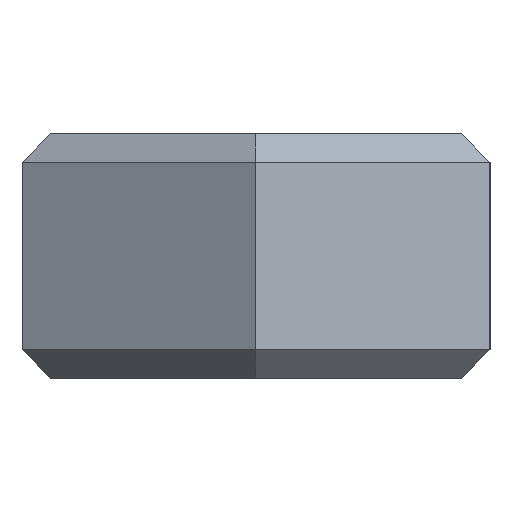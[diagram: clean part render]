
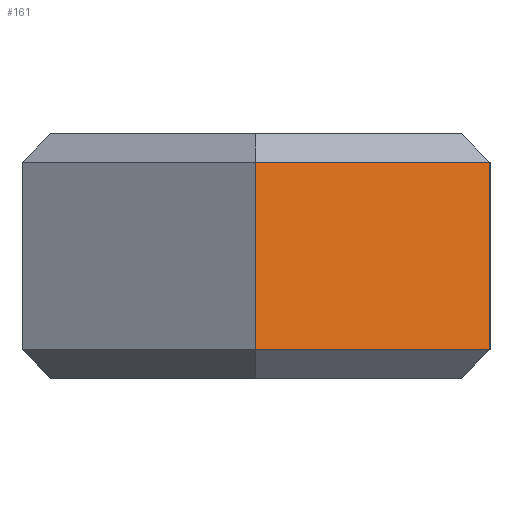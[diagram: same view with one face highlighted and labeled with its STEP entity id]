
A CAD part, front view. The second image highlights one B-rep face of the part: STEP entity #161.
In plain terms, the highlighted planar face has unit normal (0.5, -0.866, 0).
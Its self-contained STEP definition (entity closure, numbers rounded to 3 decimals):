
#161=ADVANCED_FACE('',(#2152),#2154,.T.);
#2152=FACE_BOUND('',#2153,.T.);
#2153=EDGE_LOOP('',(#2336,#2337,#2338,#2339));
#2154=PLANE('',#2155);
#2155=AXIS2_PLACEMENT_3D('',#2156,#2157,#2158);
#2156=CARTESIAN_POINT('',(0.,-7.506,0.));
#2157=DIRECTION('',(0.5,-0.866,0.));
#2158=DIRECTION('',(0.866,0.5,0.));
#2336=ORIENTED_EDGE('',*,*,#2447,.F.);
#2337=ORIENTED_EDGE('',*,*,#2448,.F.);
#2338=ORIENTED_EDGE('',*,*,#2433,.T.);
#2339=ORIENTED_EDGE('',*,*,#2449,.T.);
#2433=EDGE_CURVE('',#2523,#2524,#2525,.T.);
#2447=EDGE_CURVE('',#2544,#2545,#2546,.T.);
#2448=EDGE_CURVE('',#2523,#2544,#2547,.T.);
#2449=EDGE_CURVE('',#2524,#2545,#2548,.T.);
#2523=VERTEX_POINT('',#3489);
#2524=VERTEX_POINT('',#3490);
#2525=LINE('',#3491,#3492);
#2544=VERTEX_POINT('',#3540);
#2545=VERTEX_POINT('',#3541);
#2546=LINE('',#3542,#3543);
#2547=LINE('',#3545,#3546);
#2548=LINE('',#3548,#3549);
#3489=CARTESIAN_POINT('',(0.,-7.506,0.8));
#3490=CARTESIAN_POINT('',(6.5,-3.753,0.8));
#3491=CARTESIAN_POINT('',(0.,-7.506,0.8));
#3492=VECTOR('',#3493,1.);
#3493=DIRECTION('',(0.866,0.5,0.));
#3540=CARTESIAN_POINT('',(0.,-7.506,6.));
#3541=CARTESIAN_POINT('',(6.5,-3.753,6.));
#3542=CARTESIAN_POINT('',(0.,-7.506,6.));
#3543=VECTOR('',#3544,1.);
#3544=DIRECTION('',(0.866,0.5,0.));
#3545=CARTESIAN_POINT('',(0.,-7.506,0.8));
#3546=VECTOR('',#3547,1.);
#3547=DIRECTION('',(0.,0.,1.));
#3548=CARTESIAN_POINT('',(6.5,-3.753,0.8));
#3549=VECTOR('',#3550,1.);
#3550=DIRECTION('',(0.,0.,1.));
